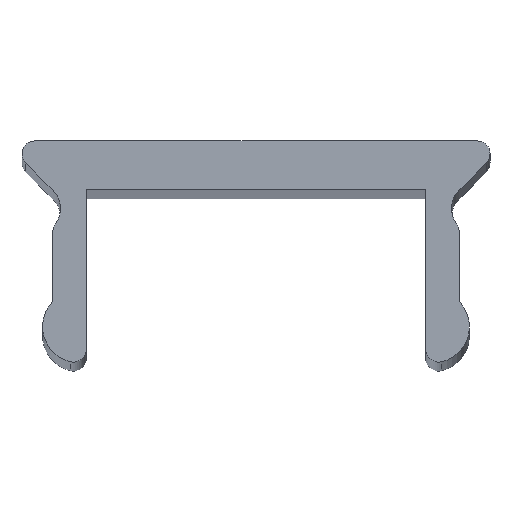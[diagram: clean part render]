
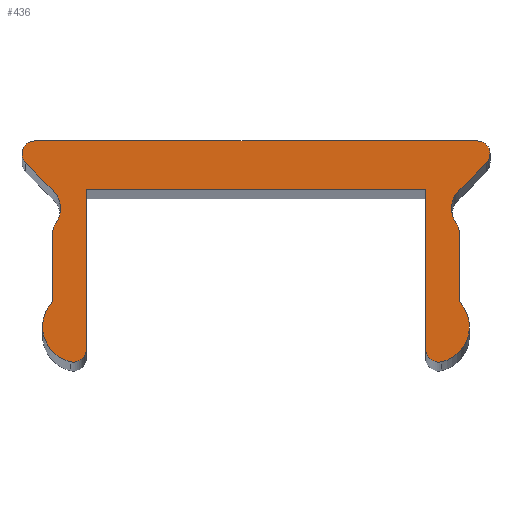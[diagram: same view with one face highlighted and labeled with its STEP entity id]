
A CAD part, top view. The second image highlights one B-rep face of the part: STEP entity #436.
In plain terms, the highlighted planar face has unit normal (0, 0, 1).
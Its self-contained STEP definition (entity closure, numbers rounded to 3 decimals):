
#23=PLANE('',#505);
#46=FACE_OUTER_BOUND('',#69,.T.);
#69=EDGE_LOOP('',(#360,#361,#362,#363,#364,#365,#366,#367,#368,#369,#370,
#371,#372,#373,#374,#375,#376,#377,#378,#379,#380));
#80=LINE('',#683,#117);
#83=LINE('',#689,#120);
#86=LINE('',#695,#123);
#91=LINE('',#713,#128);
#95=LINE('',#728,#132);
#99=LINE('',#740,#136);
#102=LINE('',#749,#139);
#107=LINE('',#767,#144);
#117=VECTOR('',#544,1000.);
#120=VECTOR('',#549,1000.);
#123=VECTOR('',#554,1000.);
#128=VECTOR('',#573,1000.);
#132=VECTOR('',#591,1000.);
#136=VECTOR('',#603,1000.);
#139=VECTOR('',#614,1000.);
#144=VECTOR('',#633,1000.);
#145=CIRCLE('',#459,0.7);
#147=CIRCLE('',#462,0.25);
#149=CIRCLE('',#465,0.5);
#152=CIRCLE('',#469,0.25);
#154=CIRCLE('',#475,0.25);
#156=CIRCLE('',#478,0.7);
#158=CIRCLE('',#482,0.25);
#159=CIRCLE('',#484,0.5);
#162=CIRCLE('',#489,0.25);
#163=CIRCLE('',#492,0.25);
#166=CIRCLE('',#497,0.5);
#168=CIRCLE('',#500,0.25);
#169=CIRCLE('',#503,0.7);
#171=VERTEX_POINT('',#646);
#172=VERTEX_POINT('',#647);
#175=VERTEX_POINT('',#655);
#176=VERTEX_POINT('',#656);
#179=VERTEX_POINT('',#664);
#180=VERTEX_POINT('',#665);
#184=VERTEX_POINT('',#675);
#186=VERTEX_POINT('',#681);
#188=VERTEX_POINT('',#687);
#190=VERTEX_POINT('',#693);
#192=VERTEX_POINT('',#699);
#194=VERTEX_POINT('',#705);
#196=VERTEX_POINT('',#711);
#198=VERTEX_POINT('',#717);
#200=VERTEX_POINT('',#726);
#202=VERTEX_POINT('',#732);
#204=VERTEX_POINT('',#738);
#206=VERTEX_POINT('',#747);
#208=VERTEX_POINT('',#753);
#210=VERTEX_POINT('',#759);
#212=VERTEX_POINT('',#765);
#213=EDGE_CURVE('',#171,#172,#145,.T.);
#217=EDGE_CURVE('',#175,#176,#147,.T.);
#221=EDGE_CURVE('',#179,#180,#149,.T.);
#227=EDGE_CURVE('',#172,#184,#152,.T.);
#230=EDGE_CURVE('',#184,#186,#80,.T.);
#233=EDGE_CURVE('',#186,#188,#83,.T.);
#236=EDGE_CURVE('',#188,#190,#86,.T.);
#239=EDGE_CURVE('',#190,#192,#154,.T.);
#242=EDGE_CURVE('',#192,#194,#156,.T.);
#245=EDGE_CURVE('',#194,#196,#91,.T.);
#248=EDGE_CURVE('',#196,#198,#158,.T.);
#249=EDGE_CURVE('',#198,#179,#159,.T.);
#253=EDGE_CURVE('',#180,#200,#95,.T.);
#256=EDGE_CURVE('',#200,#202,#162,.T.);
#259=EDGE_CURVE('',#202,#204,#99,.T.);
#260=EDGE_CURVE('',#204,#175,#163,.T.);
#264=EDGE_CURVE('',#176,#206,#102,.T.);
#267=EDGE_CURVE('',#206,#208,#166,.T.);
#270=EDGE_CURVE('',#208,#210,#168,.T.);
#273=EDGE_CURVE('',#210,#212,#107,.T.);
#274=EDGE_CURVE('',#212,#171,#169,.T.);
#360=ORIENTED_EDGE('',*,*,#227,.T.);
#361=ORIENTED_EDGE('',*,*,#230,.T.);
#362=ORIENTED_EDGE('',*,*,#233,.T.);
#363=ORIENTED_EDGE('',*,*,#236,.T.);
#364=ORIENTED_EDGE('',*,*,#239,.T.);
#365=ORIENTED_EDGE('',*,*,#242,.T.);
#366=ORIENTED_EDGE('',*,*,#245,.T.);
#367=ORIENTED_EDGE('',*,*,#248,.T.);
#368=ORIENTED_EDGE('',*,*,#249,.T.);
#369=ORIENTED_EDGE('',*,*,#221,.T.);
#370=ORIENTED_EDGE('',*,*,#253,.T.);
#371=ORIENTED_EDGE('',*,*,#256,.T.);
#372=ORIENTED_EDGE('',*,*,#259,.T.);
#373=ORIENTED_EDGE('',*,*,#260,.T.);
#374=ORIENTED_EDGE('',*,*,#217,.T.);
#375=ORIENTED_EDGE('',*,*,#264,.T.);
#376=ORIENTED_EDGE('',*,*,#267,.T.);
#377=ORIENTED_EDGE('',*,*,#270,.T.);
#378=ORIENTED_EDGE('',*,*,#273,.T.);
#379=ORIENTED_EDGE('',*,*,#274,.T.);
#380=ORIENTED_EDGE('',*,*,#213,.T.);
#436=ADVANCED_FACE('',(#46),#23,.T.);
#459=AXIS2_PLACEMENT_3D('',#648,#511,#512);
#462=AXIS2_PLACEMENT_3D('',#657,#519,#520);
#465=AXIS2_PLACEMENT_3D('',#666,#527,#528);
#469=AXIS2_PLACEMENT_3D('',#677,#538,#539);
#475=AXIS2_PLACEMENT_3D('',#701,#560,#561);
#478=AXIS2_PLACEMENT_3D('',#707,#567,#568);
#482=AXIS2_PLACEMENT_3D('',#719,#579,#580);
#484=AXIS2_PLACEMENT_3D('',#721,#583,#584);
#489=AXIS2_PLACEMENT_3D('',#734,#597,#598);
#492=AXIS2_PLACEMENT_3D('',#742,#606,#607);
#497=AXIS2_PLACEMENT_3D('',#755,#620,#621);
#500=AXIS2_PLACEMENT_3D('',#761,#627,#628);
#503=AXIS2_PLACEMENT_3D('',#769,#636,#637);
#505=AXIS2_PLACEMENT_3D('',#771,#640,#641);
#511=DIRECTION('center_axis',(0.,0.,1.));
#512=DIRECTION('ref_axis',(1.,0.,0.));
#519=DIRECTION('center_axis',(0.,0.,1.));
#520=DIRECTION('ref_axis',(1.,0.,0.));
#527=DIRECTION('center_axis',(0.,0.,-1.));
#528=DIRECTION('ref_axis',(-1.,0.,0.));
#538=DIRECTION('center_axis',(0.,0.,1.));
#539=DIRECTION('ref_axis',(1.,0.,0.));
#544=DIRECTION('',(0.,1.,0.));
#549=DIRECTION('',(1.,0.,0.));
#554=DIRECTION('',(0.,-1.,0.));
#560=DIRECTION('center_axis',(0.,0.,1.));
#561=DIRECTION('ref_axis',(-1.,0.,0.));
#567=DIRECTION('center_axis',(0.,0.,1.));
#568=DIRECTION('ref_axis',(-1.,0.,0.));
#573=DIRECTION('',(0.,1.,0.));
#579=DIRECTION('center_axis',(0.,0.,1.));
#580=DIRECTION('ref_axis',(1.,0.,0.));
#583=DIRECTION('center_axis',(0.,0.,-1.));
#584=DIRECTION('ref_axis',(-1.,0.,0.));
#591=DIRECTION('',(0.707,0.707,0.));
#597=DIRECTION('center_axis',(0.,0.,1.));
#598=DIRECTION('ref_axis',(1.,0.,0.));
#603=DIRECTION('',(-1.,0.,0.));
#606=DIRECTION('center_axis',(0.,0.,1.));
#607=DIRECTION('ref_axis',(1.,0.,0.));
#614=DIRECTION('',(0.707,-0.707,0.));
#620=DIRECTION('center_axis',(0.,0.,-1.));
#621=DIRECTION('ref_axis',(1.,0.,0.));
#627=DIRECTION('center_axis',(0.,0.,1.));
#628=DIRECTION('ref_axis',(-1.,0.,0.));
#633=DIRECTION('',(0.,-1.,0.));
#636=DIRECTION('center_axis',(0.,0.,1.));
#637=DIRECTION('ref_axis',(1.,0.,0.));
#640=DIRECTION('center_axis',(0.,0.,1.));
#641=DIRECTION('ref_axis',(1.,0.,0.));
#646=CARTESIAN_POINT('',(-4.15,-3.611,100.));
#647=CARTESIAN_POINT('',(-3.606,-4.294,100.));
#648=CARTESIAN_POINT('Origin',(-3.45,-3.611,100.));
#655=CARTESIAN_POINT('',(-4.55,-0.25,100.));
#656=CARTESIAN_POINT('',(-4.477,-0.427,100.));
#657=CARTESIAN_POINT('Origin',(-4.3,-0.25,100.));
#664=CARTESIAN_POINT('',(3.8,-1.311,100.));
#665=CARTESIAN_POINT('',(3.946,-0.957,100.));
#666=CARTESIAN_POINT('Origin',(4.3,-1.311,100.));
#675=CARTESIAN_POINT('',(-3.3,-4.05,100.));
#677=CARTESIAN_POINT('Origin',(-3.55,-4.05,100.));
#681=CARTESIAN_POINT('',(-3.3,-0.95,100.));
#683=CARTESIAN_POINT('',(-3.3,-4.05,100.));
#687=CARTESIAN_POINT('',(3.3,-0.95,100.));
#689=CARTESIAN_POINT('',(-3.3,-0.95,100.));
#693=CARTESIAN_POINT('',(3.3,-4.05,100.));
#695=CARTESIAN_POINT('',(3.3,-4.05,100.));
#699=CARTESIAN_POINT('',(3.606,-4.294,100.));
#701=CARTESIAN_POINT('Origin',(3.55,-4.05,100.));
#705=CARTESIAN_POINT('',(3.95,-3.121,100.));
#707=CARTESIAN_POINT('Origin',(3.45,-3.611,100.));
#711=CARTESIAN_POINT('',(3.95,-1.761,100.));
#713=CARTESIAN_POINT('',(3.95,-1.761,100.));
#717=CARTESIAN_POINT('',(3.9,-1.611,100.));
#719=CARTESIAN_POINT('Origin',(3.7,-1.761,100.));
#721=CARTESIAN_POINT('Origin',(4.3,-1.311,100.));
#726=CARTESIAN_POINT('',(4.477,-0.427,100.));
#728=CARTESIAN_POINT('',(4.477,-0.427,100.));
#732=CARTESIAN_POINT('',(4.3,0.,100.));
#734=CARTESIAN_POINT('Origin',(4.3,-0.25,100.));
#738=CARTESIAN_POINT('',(-4.3,0.,100.));
#740=CARTESIAN_POINT('',(4.3,0.,100.));
#742=CARTESIAN_POINT('Origin',(-4.3,-0.25,100.));
#747=CARTESIAN_POINT('',(-3.946,-0.957,100.));
#749=CARTESIAN_POINT('',(-4.477,-0.427,100.));
#753=CARTESIAN_POINT('',(-3.9,-1.611,100.));
#755=CARTESIAN_POINT('Origin',(-4.3,-1.311,100.));
#759=CARTESIAN_POINT('',(-3.95,-1.761,100.));
#761=CARTESIAN_POINT('Origin',(-3.7,-1.761,100.));
#765=CARTESIAN_POINT('',(-3.95,-3.121,100.));
#767=CARTESIAN_POINT('',(-3.95,-1.761,100.));
#769=CARTESIAN_POINT('Origin',(-3.45,-3.611,100.));
#771=CARTESIAN_POINT('Origin',(-3.55,-4.05,100.));
